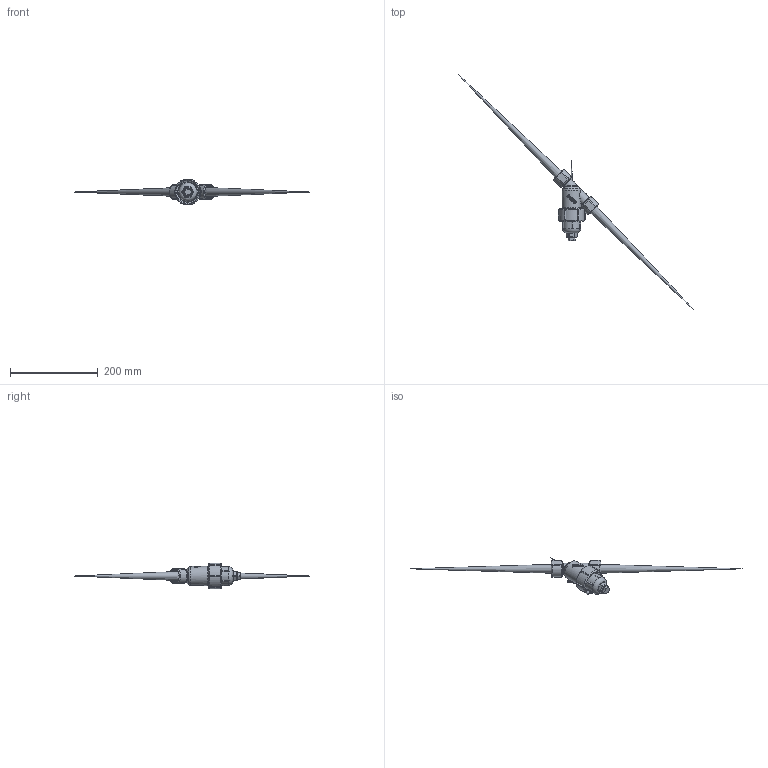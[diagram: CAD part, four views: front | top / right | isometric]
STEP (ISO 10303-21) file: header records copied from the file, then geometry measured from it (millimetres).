
FILE_DESCRIPTION(/* description */ ('3/4" LINE STRAINER, 20 MESH'),/* implementation_level */ '2;1');
FILE_NAME(/* name */ 'LS075-20.stp',/* time_stamp */ '2018-09-10T09:34:42-04:00',/* author */ ('MJC'),/* organization */ (''),/* preprocessor_version */ 'ST-DEVELOPER v17',/* originating_system */ 'Autodesk Inventor 2018',/* authorisation */ '');
FILE_SCHEMA (('AUTOMOTIVE_DESIGN { 1 0 10303 214 3 1 1 }'));
Products named in the file (10): LS075-20; CE050D; LS075-B; LS075-C1; 12723; 12724; LS075XC1; LS075-G; LS720; LST1225D
Assembly tree (9 placements, depth 3):
  LS075-20
    CE050D
    LS075-B
    LS075-C1
      12723
      12724
      LS075XC1
    LS075-G
    LS720
    LST1225D
Bounding box: 535.03 x 535.03 x 58.42 mm (x, y, z)
Volume: 284837.6 mm3; surface area: 377101.4 mm2
Topology: 8 solids, 8 shells, 2271 faces, 6100 edges, 3930 vertices
Faces by surface type: plane 1134, bspline 571, cylinder 384, cone 74, torus 67, sphere 41
Full cylindrical faces by diameter (mm): 6.096 x1, 12.7 x1, 13.462 x1, 16.764 x1, 17.145 x1, 17.78 x2, 18.415 x1, 22.225 x1, 25.4 x1, 25.654 x4, 33.528 x1, 36.068 x1, 36.322 x1, 39.243 x1, 39.878 x1, 42.443 x1, 44.196 x3, 45.96 x3, 50.305 x1, 52.07 x2, 58.42 x1
Entity records: 108980 total; most frequent: CARTESIAN_POINT 54783, ORIENTED_EDGE 12040, DIRECTION 9138, EDGE_CURVE 6020, VERTEX_POINT 3916, LINE 3246, VECTOR 3246, AXIS2_PLACEMENT_3D 2946
